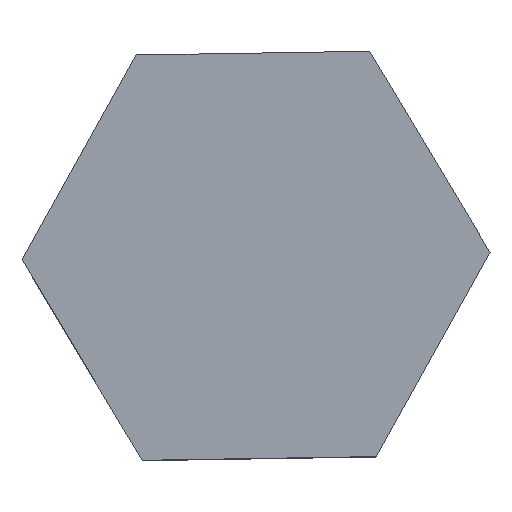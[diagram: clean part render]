
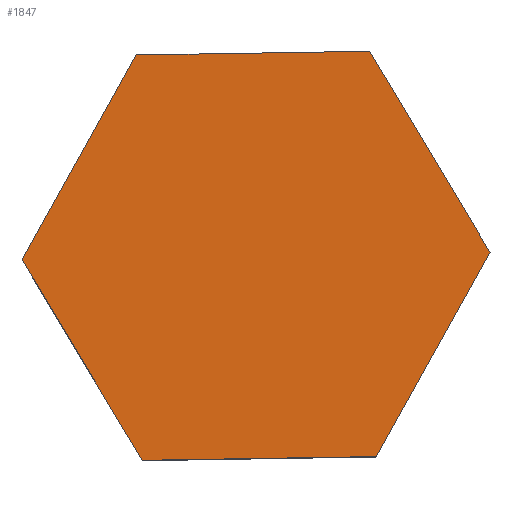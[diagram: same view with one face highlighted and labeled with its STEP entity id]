
A CAD part, top view. The second image highlights one B-rep face of the part: STEP entity #1847.
In plain terms, the highlighted planar face has unit normal (0, 0, 1).
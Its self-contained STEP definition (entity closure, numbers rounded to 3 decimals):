
#11 = LINE ( 'NONE', #2518, #1710 ) ;
#46 = VECTOR ( 'NONE', #2186, 1000. ) ;
#105 = DIRECTION ( 'NONE',  ( 1., 0.016, 0. ) ) ;
#125 = EDGE_CURVE ( 'NONE', #537, #1731, #2332, .T. ) ;
#154 = LINE ( 'NONE', #330, #46 ) ;
#237 = ORIENTED_EDGE ( 'NONE', *, *, #1936, .T. ) ;
#272 = LINE ( 'NONE', #475, #2559 ) ;
#289 = ORIENTED_EDGE ( 'NONE', *, *, #2432, .T. ) ;
#302 = CARTESIAN_POINT ( 'NONE',  ( 4.907, 0.078, 5. ) ) ;
#319 = ORIENTED_EDGE ( 'NONE', *, *, #389, .T. ) ;
#330 = CARTESIAN_POINT ( 'NONE',  ( 2.386, 4.289, 5. ) ) ;
#381 = EDGE_CURVE ( 'NONE', #674, #1232, #11, .T. ) ;
#389 = EDGE_CURVE ( 'NONE', #1232, #2503, #2485, .T. ) ;
#475 = CARTESIAN_POINT ( 'NONE',  ( 2.521, -4.21, 5. ) ) ;
#485 = PLANE ( 'NONE',  #2380 ) ;
#486 = CARTESIAN_POINT ( 'NONE',  ( 4.907, 0.078, 5. ) ) ;
#537 = VERTEX_POINT ( 'NONE', #302 ) ;
#571 = VECTOR ( 'NONE', #2122, 1000. ) ;
#633 = CARTESIAN_POINT ( 'NONE',  ( -2.386, -4.289, 5. ) ) ;
#674 = VERTEX_POINT ( 'NONE', #2625 ) ;
#820 = EDGE_CURVE ( 'NONE', #2503, #537, #272, .T. ) ;
#822 = DIRECTION ( 'NONE',  ( 0.514, -0.858, 0. ) ) ;
#999 = CARTESIAN_POINT ( 'NONE',  ( 2.521, -4.21, 5. ) ) ;
#1050 = CARTESIAN_POINT ( 'NONE',  ( -2.521, 4.21, 5. ) ) ;
#1057 = EDGE_LOOP ( 'NONE', ( #1478, #319, #1490, #2185, #237, #289 ) ) ;
#1232 = VERTEX_POINT ( 'NONE', #2514 ) ;
#1297 = CARTESIAN_POINT ( 'NONE',  ( 0., 0., 5. ) ) ;
#1336 = VERTEX_POINT ( 'NONE', #1050 ) ;
#1404 = CARTESIAN_POINT ( 'NONE',  ( -2.521, 4.21, 5. ) ) ;
#1478 = ORIENTED_EDGE ( 'NONE', *, *, #381, .T. ) ;
#1490 = ORIENTED_EDGE ( 'NONE', *, *, #820, .T. ) ;
#1491 = FACE_OUTER_BOUND ( 'NONE', #1057, .T. ) ;
#1556 = CARTESIAN_POINT ( 'NONE',  ( 2.386, 4.289, 5. ) ) ;
#1710 = VECTOR ( 'NONE', #822, 1000. ) ;
#1731 = VERTEX_POINT ( 'NONE', #1556 ) ;
#1808 = LINE ( 'NONE', #1404, #2562 ) ;
#1847 = ADVANCED_FACE ( 'NONE', ( #1491 ), #485, .T. ) ;
#1912 = DIRECTION ( 'NONE',  ( 1., 0., 0. ) ) ;
#1936 = EDGE_CURVE ( 'NONE', #1731, #1336, #154, .T. ) ;
#1958 = DIRECTION ( 'NONE',  ( 0.486, 0.874, 0. ) ) ;
#2121 = DIRECTION ( 'NONE',  ( 0., 0., 1. ) ) ;
#2122 = DIRECTION ( 'NONE',  ( -0.514, 0.858, 0. ) ) ;
#2185 = ORIENTED_EDGE ( 'NONE', *, *, #125, .T. ) ;
#2186 = DIRECTION ( 'NONE',  ( -1., -0.016, 0. ) ) ;
#2235 = VECTOR ( 'NONE', #105, 1000. ) ;
#2332 = LINE ( 'NONE', #486, #571 ) ;
#2380 = AXIS2_PLACEMENT_3D ( 'NONE', #1297, #2121, #1912 ) ;
#2432 = EDGE_CURVE ( 'NONE', #1336, #674, #1808, .T. ) ;
#2485 = LINE ( 'NONE', #633, #2235 ) ;
#2503 = VERTEX_POINT ( 'NONE', #999 ) ;
#2514 = CARTESIAN_POINT ( 'NONE',  ( -2.386, -4.289, 5. ) ) ;
#2518 = CARTESIAN_POINT ( 'NONE',  ( -4.907, -0.078, 5. ) ) ;
#2559 = VECTOR ( 'NONE', #1958, 1000. ) ;
#2562 = VECTOR ( 'NONE', #2616, 1000. ) ;
#2616 = DIRECTION ( 'NONE',  ( -0.486, -0.874, 0. ) ) ;
#2625 = CARTESIAN_POINT ( 'NONE',  ( -4.907, -0.078, 5. ) ) ;
